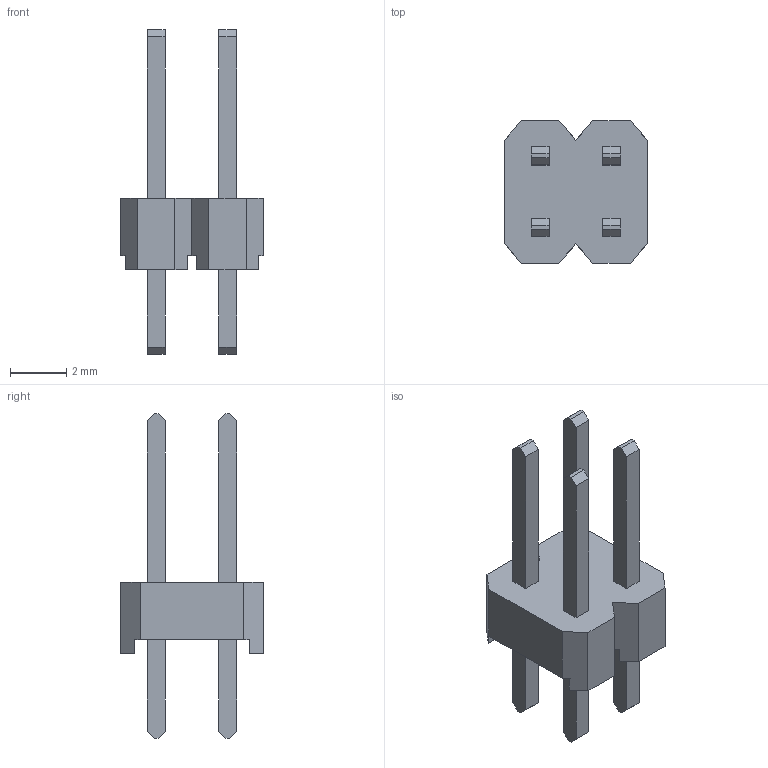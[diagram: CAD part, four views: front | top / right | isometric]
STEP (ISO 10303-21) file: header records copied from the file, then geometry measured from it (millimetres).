
FILE_DESCRIPTION(/* description */ ('Designed by EasyEDA Pro'),/* implementation_level */ '2;1');
FILE_NAME(/* name */ 'PZ_2.54_2X2P_LH.step',/* time_stamp */ '2025-03-27T10:53:44+08:00',/* author */ (''),/* organization */ (''),/* preprocessor_version */ 'ST-DEVELOPER v20.1',/* originating_system */ 'Autodesk Translation Framework v14.4.0.0',/* authorisation */ '');
FILE_SCHEMA (('AUTOMOTIVE_DESIGN { 1 0 10303 214 3 1 1 }'));
Length unit declared in the file: millimetre
Products named in the file (3): pc1k-PCBModel; pc1k-Board; pc1k-H1-HDR-TH_4P-P2.54-V-M-R2-C2-S2.54
Assembly tree (2 placements, depth 2):
  pc1k-PCBModel
    pc1k-Board
    pc1k-H1-HDR-TH_4P-P2.54-V-M-R2-C2-S2.54
Bounding box: 5.09 x 5.08 x 11.54 mm (x, y, z)
Volume: 66.2 mm3; surface area: 195.1 mm2
Topology: 1 solids, 1 shells, 364 faces, 984 edges, 656 vertices
Faces by surface type: plane 250, bspline 114
Entity records: 13095 total; most frequent: CARTESIAN_POINT 4101, ORIENTED_EDGE 1968, DIRECTION 1438, EDGE_CURVE 984, LINE 756, VECTOR 756, VERTEX_POINT 656, EDGE_LOOP 398
